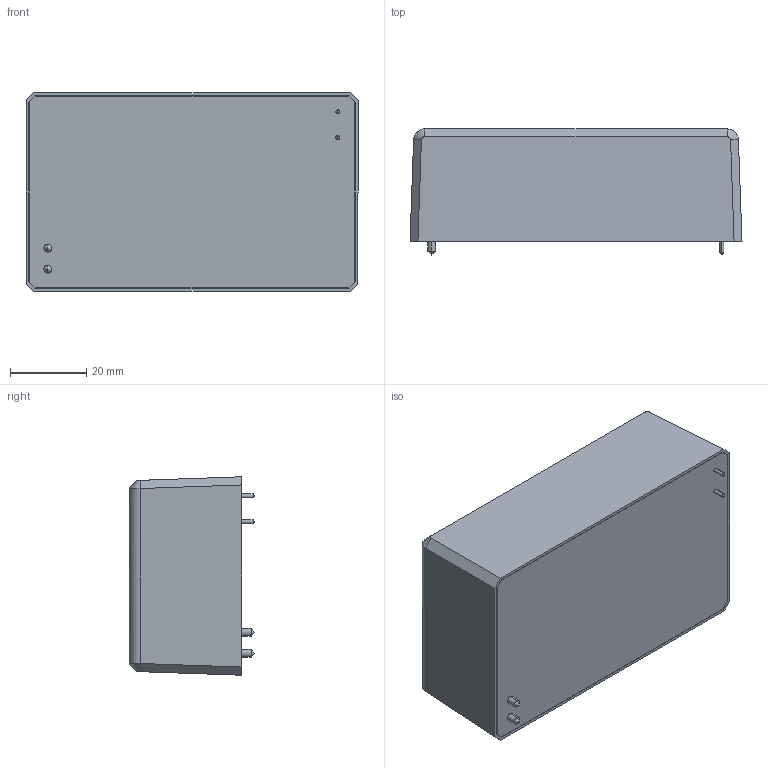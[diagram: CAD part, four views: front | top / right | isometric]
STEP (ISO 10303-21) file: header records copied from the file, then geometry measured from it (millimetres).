
FILE_DESCRIPTION (( 'STEP AP214' ), '1' );
FILE_NAME ('IRM-45.STEP', '2016-10-13T10:03:30', ( 'Garth' ), ( '' ), 'SwSTEP 2.0', 'SolidWorks 2016', '' );
FILE_SCHEMA (( 'AUTOMOTIVE_DESIGN' ));
Length unit declared in the file: millimetre
Products named in the file (1): IRM-45
Bounding box: 87 x 33 x 52 mm (x, y, z)
Volume: 128171.1 mm3; surface area: 16737.1 mm2
Topology: 5 solids, 5 shells, 81 faces, 200 edges, 124 vertices
Faces by surface type: plane 40, cylinder 29, cone 8, bspline 4
Entity records: 2582 total; most frequent: CARTESIAN_POINT 630, DIRECTION 386, ORIENTED_EDGE 384, EDGE_CURVE 192, AXIS2_PLACEMENT_3D 132, VERTEX_POINT 124, LINE 122, VECTOR 122
